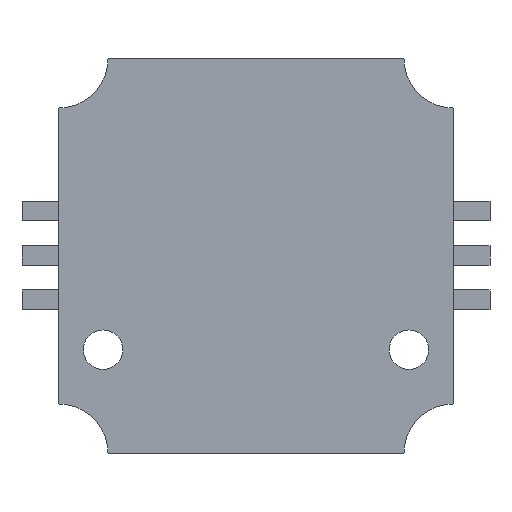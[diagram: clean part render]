
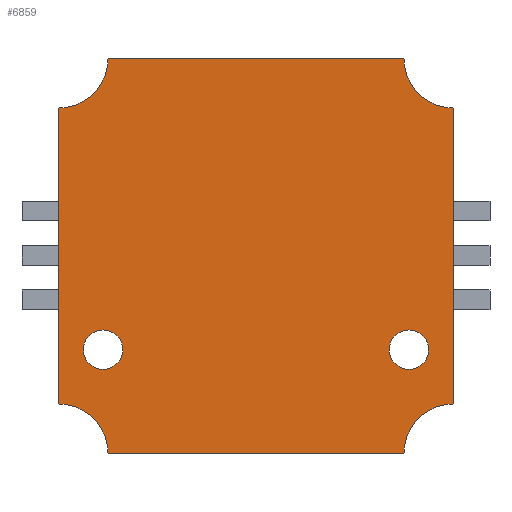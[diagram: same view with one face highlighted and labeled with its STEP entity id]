
A CAD part, front view. The second image highlights one B-rep face of the part: STEP entity #6859.
In plain terms, the highlighted planar face has unit normal (0, -1, 0).
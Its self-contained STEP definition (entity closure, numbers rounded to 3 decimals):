
#44=FACE_BOUND('',#644,.T.);
#45=FACE_BOUND('',#645,.T.);
#121=CIRCLE('',#7275,1.);
#122=CIRCLE('',#7277,1.);
#123=CIRCLE('',#7279,2.5);
#124=CIRCLE('',#7282,2.5);
#125=CIRCLE('',#7285,2.5);
#126=CIRCLE('',#7288,2.5);
#256=FACE_OUTER_BOUND('',#643,.T.);
#643=EDGE_LOOP('',(#4712,#4713,#4714,#4715,#4716,#4717,#4718,#4719));
#644=EDGE_LOOP('',(#4720));
#645=EDGE_LOOP('',(#4721));
#1152=LINE('',#9730,#2048);
#1155=LINE('',#9738,#2051);
#1158=LINE('',#9746,#2054);
#1161=LINE('',#9753,#2057);
#2048=VECTOR('',#7914,15.);
#2051=VECTOR('',#7923,15.);
#2054=VECTOR('',#7932,15.);
#2057=VECTOR('',#7941,15.);
#2912=VERTEX_POINT('',#9717);
#2913=VERTEX_POINT('',#9720);
#2914=VERTEX_POINT('',#9723);
#2915=VERTEX_POINT('',#9724);
#2916=VERTEX_POINT('',#9729);
#2917=VERTEX_POINT('',#9733);
#2918=VERTEX_POINT('',#9737);
#2919=VERTEX_POINT('',#9741);
#2920=VERTEX_POINT('',#9745);
#2921=VERTEX_POINT('',#9749);
#3596=EDGE_CURVE('',#2912,#2912,#121,.T.);
#3597=EDGE_CURVE('',#2913,#2913,#122,.T.);
#3598=EDGE_CURVE('',#2914,#2915,#123,.T.);
#3601=EDGE_CURVE('',#2916,#2914,#1152,.T.);
#3603=EDGE_CURVE('',#2917,#2916,#124,.T.);
#3605=EDGE_CURVE('',#2918,#2917,#1155,.T.);
#3607=EDGE_CURVE('',#2919,#2918,#125,.T.);
#3609=EDGE_CURVE('',#2920,#2919,#1158,.T.);
#3611=EDGE_CURVE('',#2921,#2920,#126,.T.);
#3613=EDGE_CURVE('',#2915,#2921,#1161,.T.);
#4712=ORIENTED_EDGE('',*,*,#3613,.F.);
#4713=ORIENTED_EDGE('',*,*,#3598,.F.);
#4714=ORIENTED_EDGE('',*,*,#3601,.F.);
#4715=ORIENTED_EDGE('',*,*,#3603,.F.);
#4716=ORIENTED_EDGE('',*,*,#3605,.F.);
#4717=ORIENTED_EDGE('',*,*,#3607,.F.);
#4718=ORIENTED_EDGE('',*,*,#3609,.F.);
#4719=ORIENTED_EDGE('',*,*,#3611,.F.);
#4720=ORIENTED_EDGE('',*,*,#3596,.T.);
#4721=ORIENTED_EDGE('',*,*,#3597,.T.);
#6391=PLANE('',#7290);
#6859=ADVANCED_FACE('',(#256,#44,#45),#6391,.F.);
#7275=AXIS2_PLACEMENT_3D('',#9718,#7900,#7901);
#7277=AXIS2_PLACEMENT_3D('',#9721,#7904,#7905);
#7279=AXIS2_PLACEMENT_3D('',#9725,#7908,#7909);
#7282=AXIS2_PLACEMENT_3D('',#9734,#7918,#7919);
#7285=AXIS2_PLACEMENT_3D('',#9742,#7927,#7928);
#7288=AXIS2_PLACEMENT_3D('',#9750,#7936,#7937);
#7290=AXIS2_PLACEMENT_3D('',#9754,#7942,#7943);
#7900=DIRECTION('center_axis',(0.,1.,0.));
#7901=DIRECTION('ref_axis',(1.,0.,0.));
#7904=DIRECTION('center_axis',(0.,1.,0.));
#7905=DIRECTION('ref_axis',(1.,0.,0.));
#7908=DIRECTION('center_axis',(0.,-1.,0.));
#7909=DIRECTION('ref_axis',(0.,0.,1.));
#7914=DIRECTION('',(1.,0.,0.));
#7918=DIRECTION('center_axis',(0.,-1.,0.));
#7919=DIRECTION('ref_axis',(-1.,0.,0.));
#7923=DIRECTION('',(0.,0.,1.));
#7927=DIRECTION('center_axis',(0.,-1.,0.));
#7928=DIRECTION('ref_axis',(0.,0.,-1.));
#7932=DIRECTION('',(-1.,0.,0.));
#7936=DIRECTION('center_axis',(0.,-1.,0.));
#7937=DIRECTION('ref_axis',(1.,0.,0.));
#7941=DIRECTION('',(0.,0.,-1.));
#7942=DIRECTION('center_axis',(0.,1.,0.));
#7943=DIRECTION('ref_axis',(0.,0.,1.));
#9717=CARTESIAN_POINT('',(6.75,0.,-4.75));
#9718=CARTESIAN_POINT('Origin',(7.75,0.,-4.75));
#9720=CARTESIAN_POINT('',(-8.75,0.,-4.75));
#9721=CARTESIAN_POINT('Origin',(-7.75,0.,-4.75));
#9723=CARTESIAN_POINT('',(7.5,0.,10.));
#9724=CARTESIAN_POINT('',(10.,0.,7.5));
#9725=CARTESIAN_POINT('Origin',(10.,0.,10.));
#9729=CARTESIAN_POINT('',(-7.5,0.,10.));
#9730=CARTESIAN_POINT('',(-7.5,0.,10.));
#9733=CARTESIAN_POINT('',(-10.,0.,7.5));
#9734=CARTESIAN_POINT('Origin',(-10.,0.,10.));
#9737=CARTESIAN_POINT('',(-10.,0.,-7.5));
#9738=CARTESIAN_POINT('',(-10.,0.,-7.5));
#9741=CARTESIAN_POINT('',(-7.5,0.,-10.));
#9742=CARTESIAN_POINT('Origin',(-10.,0.,-10.));
#9745=CARTESIAN_POINT('',(7.5,0.,-10.));
#9746=CARTESIAN_POINT('',(7.5,0.,-10.));
#9749=CARTESIAN_POINT('',(10.,0.,-7.5));
#9750=CARTESIAN_POINT('Origin',(10.,0.,-10.));
#9753=CARTESIAN_POINT('',(10.,0.,7.5));
#9754=CARTESIAN_POINT('Origin',(0.,0.,0.));
